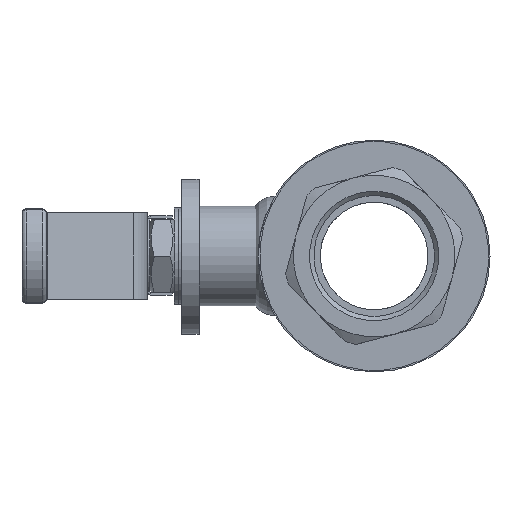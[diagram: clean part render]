
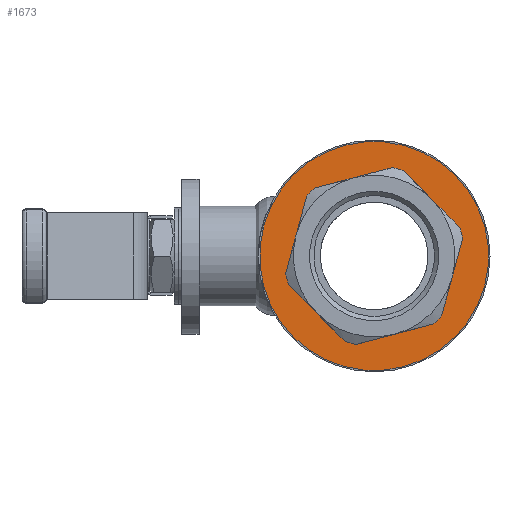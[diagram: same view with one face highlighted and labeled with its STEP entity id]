
A CAD part, left-side view. The second image highlights one B-rep face of the part: STEP entity #1673.
In plain terms, the highlighted face is planar.
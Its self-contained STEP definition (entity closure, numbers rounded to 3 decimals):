
#1673=ADVANCED_FACE('',(#4083,#4085),#4087,.T.);
#4083=FACE_BOUND('',#4084,.T.);
#4084=EDGE_LOOP('',(#6101));
#4085=FACE_BOUND('',#4086,.T.);
#4086=EDGE_LOOP('',(#6102,#6103,#6104,#6105,#6106,#6107,#6108,#6109,#6110,#6111,
#6112,#6113));
#4087=PLANE('',#4088);
#4088=AXIS2_PLACEMENT_3D('',#4089,#4090,#4091);
#4089=CARTESIAN_POINT('',(26.,0.,0.));
#4090=DIRECTION('',(1.,-0.,-0.));
#4091=DIRECTION('',(0.,1.,0.));
#6101=ORIENTED_EDGE('',*,*,#6961,.T.);
#6102=ORIENTED_EDGE('',*,*,#6962,.F.);
#6103=ORIENTED_EDGE('',*,*,#6963,.F.);
#6104=ORIENTED_EDGE('',*,*,#6964,.F.);
#6105=ORIENTED_EDGE('',*,*,#6965,.F.);
#6106=ORIENTED_EDGE('',*,*,#6966,.F.);
#6107=ORIENTED_EDGE('',*,*,#6967,.F.);
#6108=ORIENTED_EDGE('',*,*,#6968,.F.);
#6109=ORIENTED_EDGE('',*,*,#6969,.F.);
#6110=ORIENTED_EDGE('',*,*,#6970,.F.);
#6111=ORIENTED_EDGE('',*,*,#6971,.F.);
#6112=ORIENTED_EDGE('',*,*,#6972,.F.);
#6113=ORIENTED_EDGE('',*,*,#6973,.F.);
#6961=EDGE_CURVE('',#7463,#7463,#7464,.T.);
#6962=EDGE_CURVE('',#7465,#7466,#7467,.T.);
#6963=EDGE_CURVE('',#7468,#7465,#7469,.T.);
#6964=EDGE_CURVE('',#7470,#7468,#7471,.T.);
#6965=EDGE_CURVE('',#7472,#7470,#7473,.T.);
#6966=EDGE_CURVE('',#7474,#7472,#7475,.T.);
#6967=EDGE_CURVE('',#7476,#7474,#7477,.T.);
#6968=EDGE_CURVE('',#7478,#7476,#7479,.T.);
#6969=EDGE_CURVE('',#7480,#7478,#7481,.T.);
#6970=EDGE_CURVE('',#7482,#7480,#7483,.T.);
#6971=EDGE_CURVE('',#7484,#7482,#7485,.T.);
#6972=EDGE_CURVE('',#7486,#7484,#7487,.T.);
#6973=EDGE_CURVE('',#7466,#7486,#7488,.T.);
#7463=VERTEX_POINT('',#8800);
#7464=CIRCLE('',#8801,42.5);
#7465=VERTEX_POINT('',#8805);
#7466=VERTEX_POINT('',#8806);
#7467=LINE('',#8807,#8808);
#7468=VERTEX_POINT('',#8810);
#7469=CIRCLE('',#8811,33.5);
#7470=VERTEX_POINT('',#8815);
#7471=LINE('',#8816,#8817);
#7472=VERTEX_POINT('',#8819);
#7473=CIRCLE('',#8820,33.5);
#7474=VERTEX_POINT('',#8824);
#7475=LINE('',#8825,#8826);
#7476=VERTEX_POINT('',#8828);
#7477=CIRCLE('',#8829,33.5);
#7478=VERTEX_POINT('',#8833);
#7479=LINE('',#8834,#8835);
#7480=VERTEX_POINT('',#8837);
#7481=CIRCLE('',#8838,33.5);
#7482=VERTEX_POINT('',#8842);
#7483=LINE('',#8843,#8844);
#7484=VERTEX_POINT('',#8846);
#7485=CIRCLE('',#8847,33.5);
#7486=VERTEX_POINT('',#8851);
#7487=LINE('',#8852,#8853);
#7488=CIRCLE('',#8855,33.5);
#8800=CARTESIAN_POINT('',(26.,42.5,0.));
#8801=AXIS2_PLACEMENT_3D('',#8802,#8803,#8804);
#8802=CARTESIAN_POINT('',(26.,0.,0.));
#8803=DIRECTION('',(1.,-0.,-0.));
#8804=DIRECTION('',(0.,1.,0.));
#8805=CARTESIAN_POINT('',(26.,18.527,-27.911));
#8806=CARTESIAN_POINT('',(26.,33.435,-2.089));
#8807=CARTESIAN_POINT('',(26.,18.527,-27.911));
#8808=VECTOR('',#8809,1.);
#8809=DIRECTION('',(0.,0.5,0.866));
#8810=CARTESIAN_POINT('',(26.,14.908,-30.));
#8811=AXIS2_PLACEMENT_3D('',#8812,#8813,#8814);
#8812=CARTESIAN_POINT('',(26.,0.,0.));
#8813=DIRECTION('',(1.,0.,0.));
#8814=DIRECTION('',(0.,0.445,-0.896));
#8815=CARTESIAN_POINT('',(26.,-14.908,-30.));
#8816=CARTESIAN_POINT('',(26.,-14.908,-30.));
#8817=VECTOR('',#8818,1.);
#8818=DIRECTION('',(0.,1.,0.));
#8819=CARTESIAN_POINT('',(26.,-18.527,-27.911));
#8820=AXIS2_PLACEMENT_3D('',#8821,#8822,#8823);
#8821=CARTESIAN_POINT('',(26.,0.,0.));
#8822=DIRECTION('',(1.,0.,0.));
#8823=DIRECTION('',(0.,-0.553,-0.833));
#8824=CARTESIAN_POINT('',(26.,-33.435,-2.089));
#8825=CARTESIAN_POINT('',(26.,-33.435,-2.089));
#8826=VECTOR('',#8827,1.);
#8827=DIRECTION('',(0.,0.5,-0.866));
#8828=CARTESIAN_POINT('',(26.,-33.435,2.089));
#8829=AXIS2_PLACEMENT_3D('',#8830,#8831,#8832);
#8830=CARTESIAN_POINT('',(26.,0.,0.));
#8831=DIRECTION('',(1.,0.,0.));
#8832=DIRECTION('',(0.,-0.998,0.062));
#8833=CARTESIAN_POINT('',(26.,-18.527,27.911));
#8834=CARTESIAN_POINT('',(26.,-18.527,27.911));
#8835=VECTOR('',#8836,1.);
#8836=DIRECTION('',(0.,-0.5,-0.866));
#8837=CARTESIAN_POINT('',(26.,-14.908,30.));
#8838=AXIS2_PLACEMENT_3D('',#8839,#8840,#8841);
#8839=CARTESIAN_POINT('',(26.,0.,0.));
#8840=DIRECTION('',(1.,0.,0.));
#8841=DIRECTION('',(0.,-0.445,0.896));
#8842=CARTESIAN_POINT('',(26.,14.908,30.));
#8843=CARTESIAN_POINT('',(26.,14.908,30.));
#8844=VECTOR('',#8845,1.);
#8845=DIRECTION('',(0.,-1.,0.));
#8846=CARTESIAN_POINT('',(26.,18.527,27.911));
#8847=AXIS2_PLACEMENT_3D('',#8848,#8849,#8850);
#8848=CARTESIAN_POINT('',(26.,0.,0.));
#8849=DIRECTION('',(1.,0.,0.));
#8850=DIRECTION('',(0.,0.553,0.833));
#8851=CARTESIAN_POINT('',(26.,33.435,2.089));
#8852=CARTESIAN_POINT('',(26.,33.435,2.089));
#8853=VECTOR('',#8854,1.);
#8854=DIRECTION('',(0.,-0.5,0.866));
#8855=AXIS2_PLACEMENT_3D('',#8856,#8857,#8858);
#8856=CARTESIAN_POINT('',(26.,0.,0.));
#8857=DIRECTION('',(1.,0.,0.));
#8858=DIRECTION('',(0.,0.998,-0.062));
